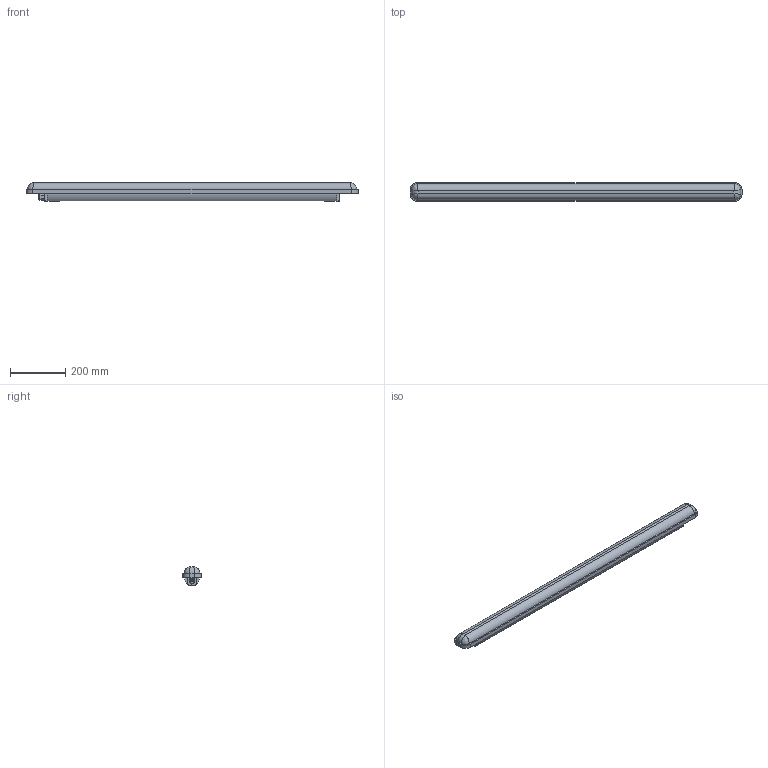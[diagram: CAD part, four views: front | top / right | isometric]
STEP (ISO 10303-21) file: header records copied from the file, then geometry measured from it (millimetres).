
FILE_DESCRIPTION (( 'STEP AP203' ), '1' );
FILE_NAME ('ÄÑÏ-1009 Àéñáåðã-Ý 36Âò 4000Ê IP65 1200ìì EKF PROxima (TPL-1009-36-4000-À).STEP', '2021-12-24T13:48:56', ( '' ), ( '' ), 'SwSTEP 2.0', 'SolidWorks 2021', '' );
FILE_SCHEMA (( 'CONFIG_CONTROL_DESIGN' ));
Length unit declared in the file: millimetre
Products named in the file (1): ÄÑÏ-1009 Àéñáåðã-Ý 36Âò 4000Ê IP65 1200ìì EKF PROxima (TPL-1009-36-4000-À)
Bounding box: 1200 x 68 x 66 mm (x, y, z)
Volume: 3840802.9 mm3; surface area: 277459.3 mm2
Topology: 1 solids, 1 shells, 72 faces, 193 edges, 117 vertices
Faces by surface type: plane 34, cylinder 23, torus 9, bspline 4, sphere 2
Entity records: 2546 total; most frequent: CARTESIAN_POINT 705, DIRECTION 383, ORIENTED_EDGE 366, EDGE_CURVE 183, AXIS2_PLACEMENT_3D 139, VERTEX_POINT 117, LINE 105, VECTOR 105
